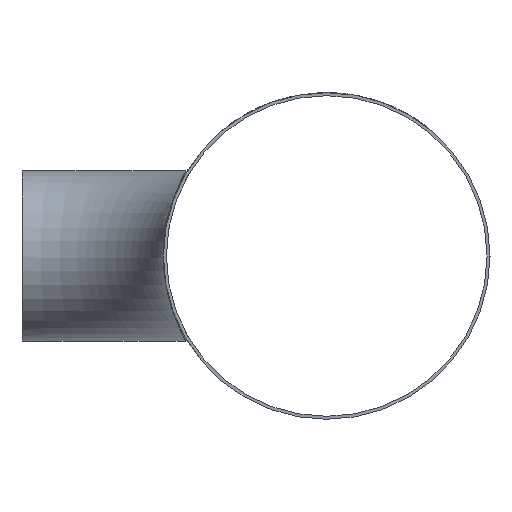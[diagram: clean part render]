
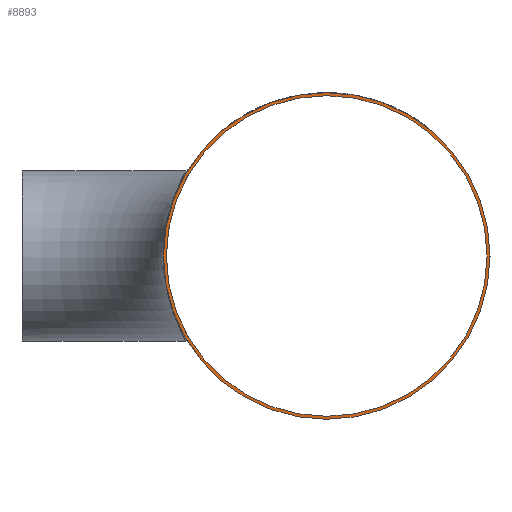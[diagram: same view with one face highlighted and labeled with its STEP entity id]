
A CAD part, left-side view. The second image highlights one B-rep face of the part: STEP entity #8893.
In plain terms, the highlighted planar face has unit normal (-1, 0, 0).
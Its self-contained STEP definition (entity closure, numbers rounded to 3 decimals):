
#548 = DIRECTION ( 'NONE',  ( 1., 0., 0. ) ) ;
#1508 = ORIENTED_EDGE ( 'NONE', *, *, #29622, .F. ) ;
#3373 = DIRECTION ( 'NONE',  ( 1., 0., 0. ) ) ;
#3505 = EDGE_LOOP ( 'NONE', ( #26305 ) ) ;
#5442 = CARTESIAN_POINT ( 'NONE',  ( -305., -204.4, 0. ) ) ;
#5498 = VERTEX_POINT ( 'NONE', #5666 ) ;
#5621 = EDGE_LOOP ( 'NONE', ( #1508 ) ) ;
#5666 = CARTESIAN_POINT ( 'NONE',  ( -305., -204.4, -107.55 ) ) ;
#6012 = FACE_OUTER_BOUND ( 'NONE', #5621, .T. ) ;
#7081 = EDGE_CURVE ( 'NONE', #5498, #5498, #23708, .T. ) ;
#8045 = AXIS2_PLACEMENT_3D ( 'NONE', #27371, #3373, #14044 ) ;
#8893 = ADVANCED_FACE ( 'NONE', ( #19286, #6012 ), #16683, .F. ) ;
#10591 = DIRECTION ( 'NONE',  ( 1., 0., 0. ) ) ;
#12528 = CARTESIAN_POINT ( 'NONE',  ( -305., -204.4, 0. ) ) ;
#14044 = DIRECTION ( 'NONE',  ( 0., 0., -1. ) ) ;
#14167 = AXIS2_PLACEMENT_3D ( 'NONE', #5442, #548, #16118 ) ;
#16118 = DIRECTION ( 'NONE',  ( 0., 0., -1. ) ) ;
#16683 = PLANE ( 'NONE',  #8045 ) ;
#19286 = FACE_BOUND ( 'NONE', #3505, .T. ) ;
#21749 = VERTEX_POINT ( 'NONE', #32457 ) ;
#23708 = CIRCLE ( 'NONE', #14167, 107.55 ) ;
#24801 = AXIS2_PLACEMENT_3D ( 'NONE', #12528, #10591, #34087 ) ;
#26305 = ORIENTED_EDGE ( 'NONE', *, *, #7081, .T. ) ;
#27371 = CARTESIAN_POINT ( 'NONE',  ( -305., -204.4, 0. ) ) ;
#29622 = EDGE_CURVE ( 'NONE', #21749, #21749, #32074, .T. ) ;
#32074 = CIRCLE ( 'NONE', #24801, 109.55 ) ;
#32457 = CARTESIAN_POINT ( 'NONE',  ( -305., -204.4, -109.55 ) ) ;
#34087 = DIRECTION ( 'NONE',  ( 0., 0., -1. ) ) ;
